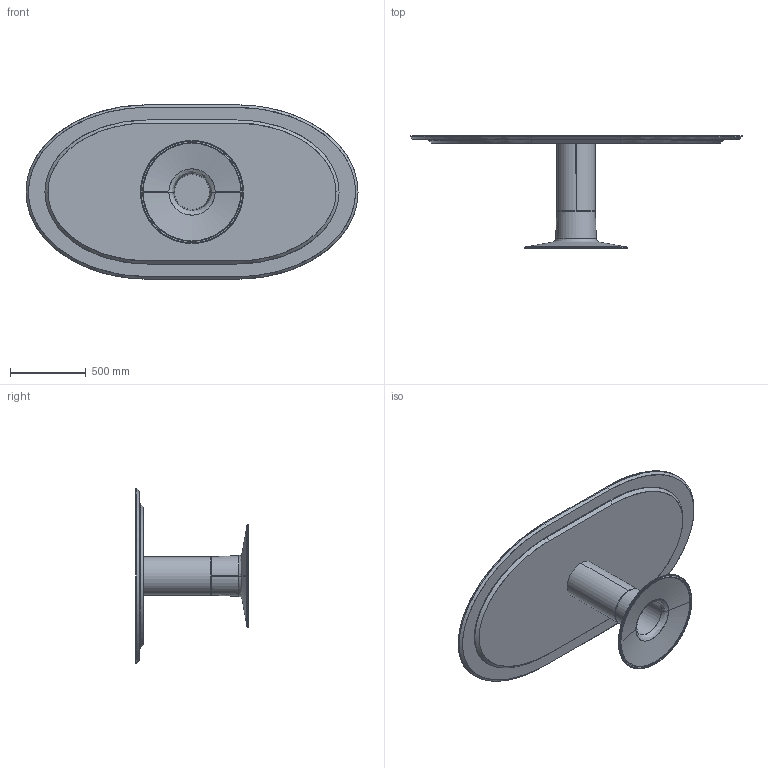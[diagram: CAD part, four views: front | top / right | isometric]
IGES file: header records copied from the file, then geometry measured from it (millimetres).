
Start section: SolidWorks IGES file using analytic representation for surfaces
Global section: file name: 98HArco-Balance-ellipse_2-160(219)x115x75-Arnold_Merckx-3Dfile.IGS; native system: SolidWorks 2019; preprocessor: SolidWorks 2019; author: jellisg; date: 210622.115259; units: millimetre
Bounding box: 2190 x 745 x 1150 mm (x, y, z)
Surface area: 7290646.7 mm2 (no closed solid volume)
Topology: 0 solids, 0 shells, 49 faces, 842 edges, 842 vertices
Faces by surface type: bspline 35, revolution 14
